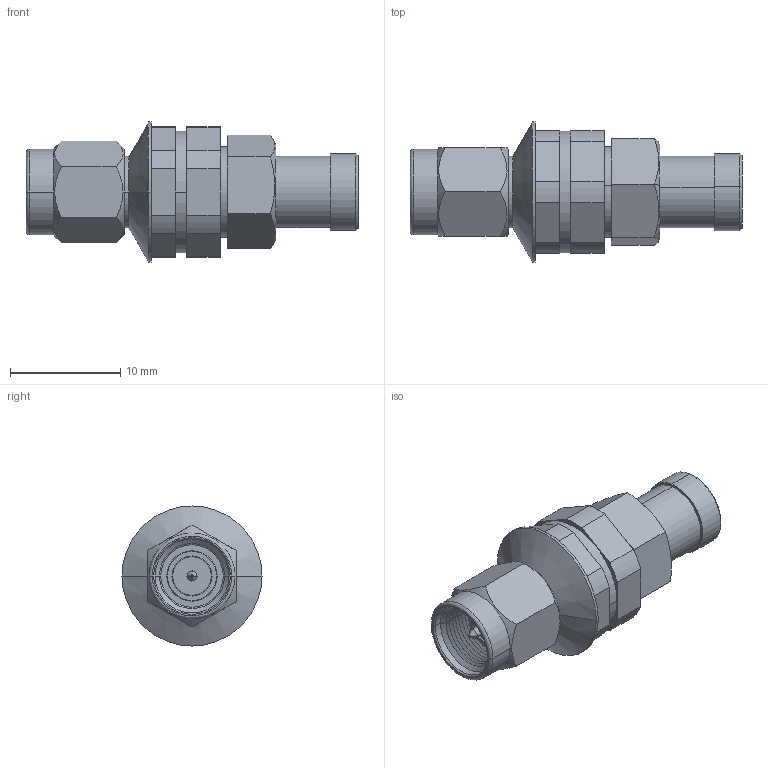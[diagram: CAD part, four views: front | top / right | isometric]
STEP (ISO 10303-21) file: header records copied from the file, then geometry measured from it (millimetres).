
FILE_DESCRIPTION (( 'STEP AP203' ), '1' );
FILE_NAME ('3190-6080.STEP', '2017-09-30T02:36:24', ( '' ), ( '' ), 'SwSTEP 2.0', 'SolidWorks 2017', '' );
FILE_SCHEMA (( 'CONFIG_CONTROL_DESIGN' ));
Length unit declared in the file: millimetre
Products named in the file (1): 3190-6080
Bounding box: 30.12 x 12.7 x 12.7 mm (x, y, z)
Volume: 1397.4 mm3; surface area: 1803.2 mm2
Topology: 1 solids, 1 shells, 178 faces, 388 edges, 234 vertices
Faces by surface type: cone 66, cylinder 66, plane 44, bspline 2
Entity records: 5281 total; most frequent: CARTESIAN_POINT 1269, DIRECTION 868, ORIENTED_EDGE 776, EDGE_CURVE 388, AXIS2_PLACEMENT_3D 343, VERTEX_POINT 234, EDGE_LOOP 200, LINE 182
